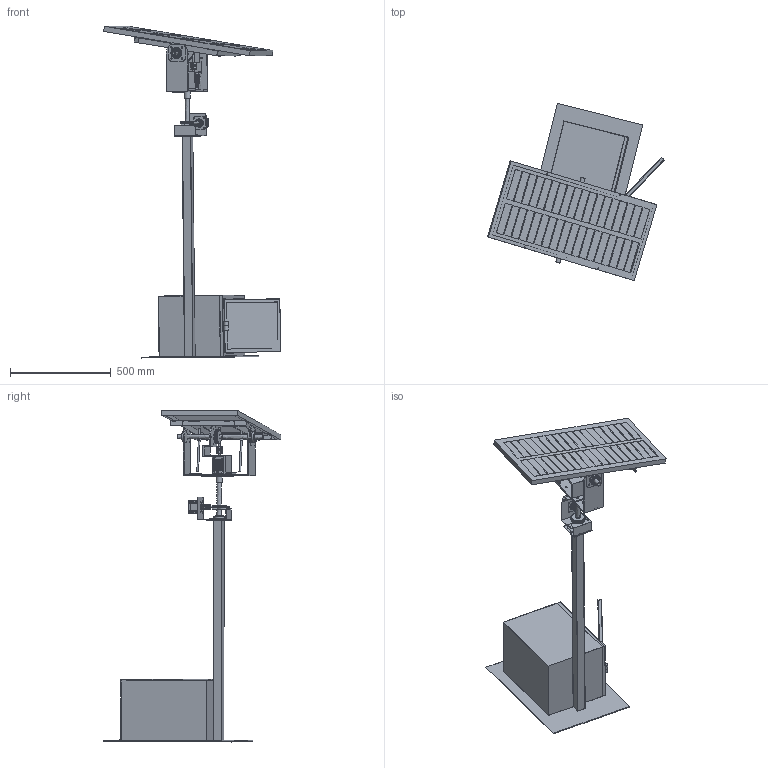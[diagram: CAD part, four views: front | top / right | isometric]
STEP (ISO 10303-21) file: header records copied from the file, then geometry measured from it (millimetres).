
FILE_DESCRIPTION(('FreeCAD Model'),'2;1');
FILE_NAME('Open CASCADE Shape Model','2025-04-30T08:22:47',('FreeCAD'),( 'FreeCAD'),'Open CASCADE STEP processor 7.6','FreeCAD','Unknown');
FILE_SCHEMA(('AUTOMOTIVE_DESIGN { 1 0 10303 214 1 1 1 1 }'));
Products named in the file (1): Open CASCADE STEP translator 7.6 1
Bounding box: 880.08 x 885.13 x 1651.76 mm (x, y, z)
Volume: 12143656.5 mm3; surface area: 5217190.9 mm2
Topology: 174 solids, 176 shells, 6835 faces, 17404 edges, 10962 vertices
Faces by surface type: bspline 6835
Entity records: 231813 total; most frequent: CARTESIAN_POINT 136052, ORIENTED_EDGE 34588, EDGE_CURVE 17294, VERTEX_POINT 10932, B_SPLINE_CURVE_WITH_KNOTS 8013, FACE_BOUND 7748, EDGE_LOOP 7718, ADVANCED_FACE 6835
